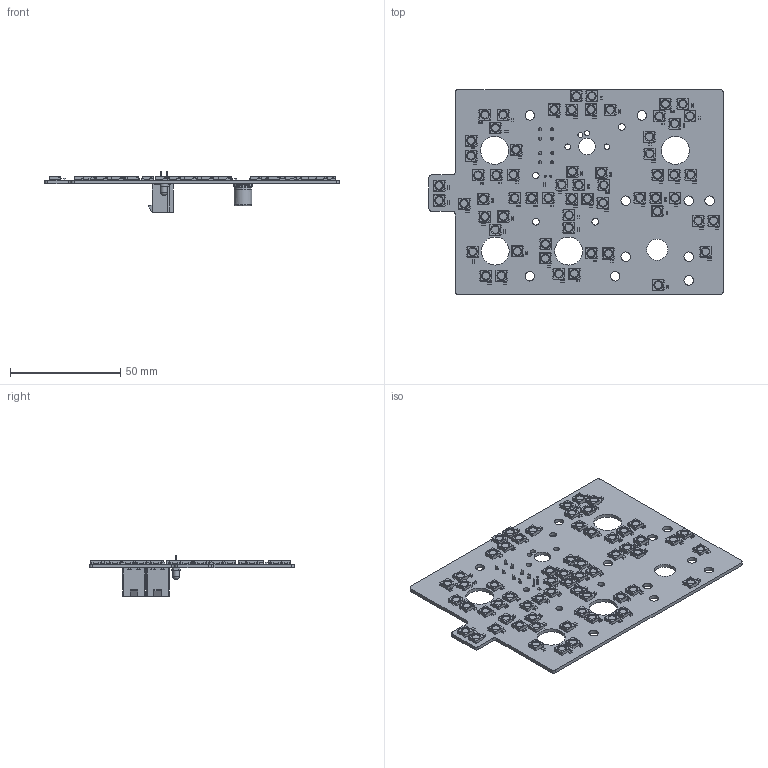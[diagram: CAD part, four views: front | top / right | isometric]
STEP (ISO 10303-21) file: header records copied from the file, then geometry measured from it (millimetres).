
FILE_DESCRIPTION(('KiCad electronic assembly'),'2;1');
FILE_NAME('ECS PANEL.step','2023-04-01T12:14:06',('Pcbnew'),('Kicad'), 'Open CASCADE STEP processor 7.6','KiCad to STEP converter','Unknown' );
FILE_SCHEMA(('AUTOMOTIVE_DESIGN { 1 0 10303 214 1 1 1 1 }'));
Length unit declared in the file: millimetre
Products named in the file (14): ECS PANEL 1; LED_WS2812B_PLCC4_5.0x5.0mm_P3.2mm; SOLID; R_0603_1608Metric; C_0603_1608Metric; CP_Elec_8x10; LED_D3.0mm; Molex_Mini-Fit_Jr_5566-04A_2x02_P4.20mm_Vertical; ECS PANEL PCB
Assembly tree (136 placements, depth 3):
  ECS PANEL 1
    LED_WS2812B_PLCC4_5.0x5.0mm_P3.2mm  x63
      SOLID
    R_0603_1608Metric
      SOLID
    C_0603_1608Metric  x61
      SOLID
    CP_Elec_8x10
      SOLID
    LED_D3.0mm
      SOLID
    Molex_Mini-Fit_Jr_5566-04A_2x02_P4.20mm_Vertical  x2
      SOLID
    ECS PANEL PCB
Bounding box: 133.55 x 93.02 x 18.3 mm (x, y, z)
Volume: 21318.5 mm3; surface area: 32224.2 mm2
Topology: 130 solids, 130 shells, 6385 faces, 18099 edges, 11933 vertices
Faces by surface type: plane 4132, cylinder 2182, cone 63, torus 4, bspline 2, revolution 1, sphere 1
Full cylindrical faces by diameter (mm): 0.9 x2, 1.4 x8, 2.269 x1, 2.38 x1, 2.5 x2, 2.928 x1, 3 x1, 3.1 x3, 3.333 x63, 4.3 x4, 4.305 x6, 7.54 x1, 8 x2, 9.525 x1, 12.7 x4
Entity records: 27286 total; most frequent: CARTESIAN_POINT 4979, DIRECTION 4042, LINE 2512, VECTOR 2512, ORIENTED_EDGE 1950, PCURVE 1950, DEFINITIONAL_REPRESENTATION 1950, EDGE_CURVE 975
